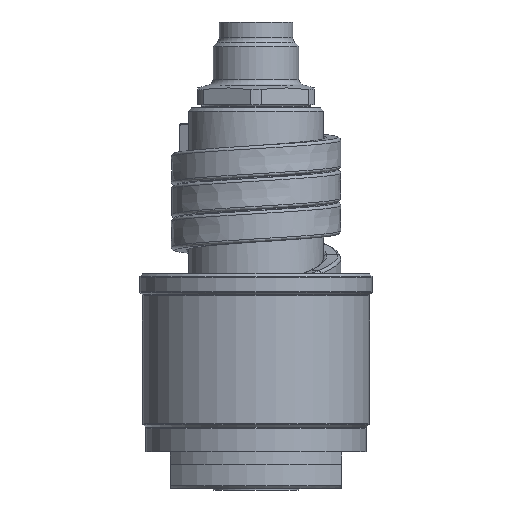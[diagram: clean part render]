
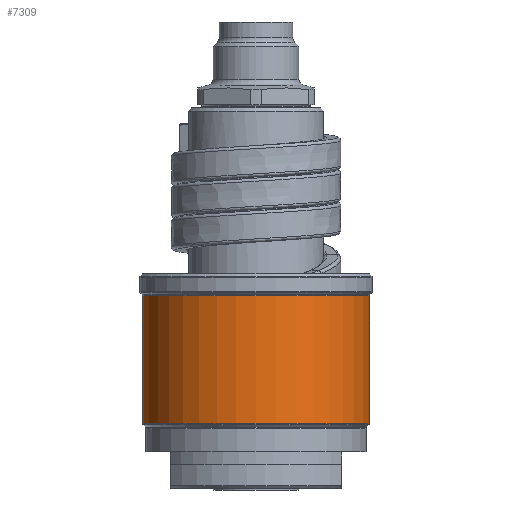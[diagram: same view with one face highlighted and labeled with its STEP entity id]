
A CAD part, front view. The second image highlights one B-rep face of the part: STEP entity #7309.
In plain terms, the highlighted cylindrical face has radius 18.5 mm (diameter 37 mm), a partial arc.
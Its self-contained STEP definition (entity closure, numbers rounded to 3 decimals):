
#1312=CARTESIAN_POINT('',(0.,0.,10.583));
#1313=DIRECTION('',(0.,0.,1.));
#1314=DIRECTION('',(-1.,0.,0.));
#1315=AXIS2_PLACEMENT_3D('',#1312,#1313,#1314);
#1317=DIRECTION('',(0.,0.,-1.));
#1318=VECTOR('',#1317,20.834);
#1319=CARTESIAN_POINT('',(-18.5,0.,31.417));
#1320=LINE('',#1319,#1318);
#1321=CARTESIAN_POINT('',(0.,0.,31.417));
#1322=DIRECTION('',(0.,0.,1.));
#1323=DIRECTION('',(-1.,0.,0.));
#1324=AXIS2_PLACEMENT_3D('',#1321,#1322,#1323);
#1326=DIRECTION('',(0.,0.,-1.));
#1327=VECTOR('',#1326,20.834);
#1328=CARTESIAN_POINT('',(18.5,0.,31.417));
#1329=LINE('',#1328,#1327);
#5225=CARTESIAN_POINT('',(18.5,0.,31.417));
#5226=CARTESIAN_POINT('',(-18.5,0.,31.417));
#5227=VERTEX_POINT('',#5225);
#5228=VERTEX_POINT('',#5226);
#5251=CARTESIAN_POINT('',(18.5,0.,10.583));
#5252=VERTEX_POINT('',#5251);
#5253=CARTESIAN_POINT('',(-18.5,0.,10.583));
#5254=VERTEX_POINT('',#5253);
#7295=CARTESIAN_POINT('',(0.,0.,8.75));
#7296=DIRECTION('',(0.,0.,1.));
#7297=DIRECTION('',(-1.,0.,0.));
#7298=AXIS2_PLACEMENT_3D('',#7295,#7296,#7297);
#7299=CYLINDRICAL_SURFACE('',#7298,18.5);
#7301=ORIENTED_EDGE('',*,*,#7300,.F.);
#7303=ORIENTED_EDGE('',*,*,#7302,.F.);
#7304=ORIENTED_EDGE('',*,*,#7285,.T.);
#7306=ORIENTED_EDGE('',*,*,#7305,.T.);
#7307=EDGE_LOOP('',(#7301,#7303,#7304,#7306));
#7308=FACE_OUTER_BOUND('',#7307,.F.);
#1316=CIRCLE('',#1315,18.5);
#1325=CIRCLE('',#1324,18.5);
#7285=EDGE_CURVE('',#5228,#5227,#1325,.T.);
#7300=EDGE_CURVE('',#5254,#5252,#1316,.T.);
#7302=EDGE_CURVE('',#5228,#5254,#1320,.T.);
#7305=EDGE_CURVE('',#5227,#5252,#1329,.T.);
#7309=ADVANCED_FACE('',(#7308),#7299,.T.);
